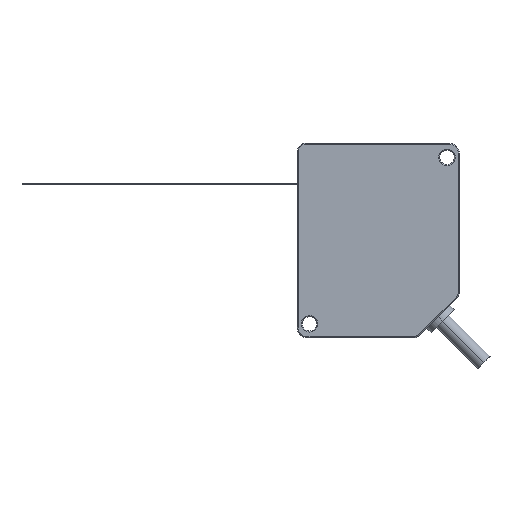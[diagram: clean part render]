
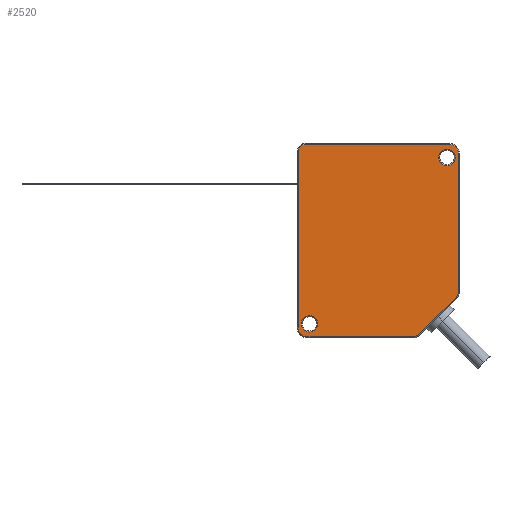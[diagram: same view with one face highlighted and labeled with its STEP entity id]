
A CAD part, top view. The second image highlights one B-rep face of the part: STEP entity #2520.
In plain terms, the highlighted planar face has unit normal (0, 0, 1).
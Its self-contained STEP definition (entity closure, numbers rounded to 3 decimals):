
#720=CARTESIAN_POINT('',(-22.,-27.,10.2));
#721=DIRECTION('',(0.,0.,1.));
#722=DIRECTION('',(-1.,0.,0.));
#723=AXIS2_PLACEMENT_3D('',#720,#721,#722);
#725=DIRECTION('',(0.,-1.,0.));
#726=VECTOR('',#725,54.5);
#727=CARTESIAN_POINT('',(-24.7,27.5,10.2));
#728=LINE('',#727,#726);
#729=CARTESIAN_POINT('',(-22.5,27.5,10.2));
#730=DIRECTION('',(0.,0.,1.));
#731=DIRECTION('',(0.,1.,0.));
#732=AXIS2_PLACEMENT_3D('',#729,#730,#731);
#734=DIRECTION('',(-1.,0.,0.));
#735=VECTOR('',#734,44.5);
#736=CARTESIAN_POINT('',(22.,29.7,10.2));
#737=LINE('',#736,#735);
#738=CARTESIAN_POINT('',(22.,27.,10.2));
#739=DIRECTION('',(0.,0.,1.));
#740=DIRECTION('',(1.,0.,0.));
#741=AXIS2_PLACEMENT_3D('',#738,#739,#740);
#743=DIRECTION('',(0.,1.,0.));
#744=VECTOR('',#743,42.964);
#745=CARTESIAN_POINT('',(24.7,-15.964,10.2));
#746=LINE('',#745,#744);
#747=CARTESIAN_POINT('',(22.5,-15.964,10.2));
#748=DIRECTION('',(0.,0.,1.));
#749=DIRECTION('',(0.707,-0.707,0.));
#750=AXIS2_PLACEMENT_3D('',#747,#748,#749);
#752=DIRECTION('',(0.707,0.707,0.));
#753=VECTOR('',#752,16.314);
#754=CARTESIAN_POINT('',(12.52,-29.056,10.2));
#755=LINE('',#754,#753);
#756=CARTESIAN_POINT('',(10.964,-27.5,10.2));
#757=DIRECTION('',(0.,0.,1.));
#758=DIRECTION('',(0.,-1.,0.));
#759=AXIS2_PLACEMENT_3D('',#756,#757,#758);
#761=DIRECTION('',(1.,0.,0.));
#762=VECTOR('',#761,32.964);
#763=CARTESIAN_POINT('',(-22.,-29.7,10.2));
#764=LINE('',#763,#762);
#765=CARTESIAN_POINT('',(21.2,25.7,10.2));
#766=DIRECTION('',(0.,0.,-1.));
#767=DIRECTION('',(1.,0.,0.));
#768=AXIS2_PLACEMENT_3D('',#765,#766,#767);
#770=CARTESIAN_POINT('',(21.2,25.7,10.2));
#771=DIRECTION('',(0.,0.,-1.));
#772=DIRECTION('',(-1.,0.,0.));
#773=AXIS2_PLACEMENT_3D('',#770,#771,#772);
#775=CARTESIAN_POINT('',(-21.2,-25.7,10.2));
#776=DIRECTION('',(0.,0.,-1.));
#777=DIRECTION('',(1.,0.,0.));
#778=AXIS2_PLACEMENT_3D('',#775,#776,#777);
#780=CARTESIAN_POINT('',(-21.2,-25.7,10.2));
#781=DIRECTION('',(0.,0.,-1.));
#782=DIRECTION('',(-1.,0.,0.));
#783=AXIS2_PLACEMENT_3D('',#780,#781,#782);
#1239=CARTESIAN_POINT('',(-24.7,-27.,10.2));
#1240=CARTESIAN_POINT('',(-22.,-29.7,10.2));
#1241=VERTEX_POINT('',#1239);
#1242=VERTEX_POINT('',#1240);
#1247=CARTESIAN_POINT('',(10.964,-29.7,10.2));
#1248=VERTEX_POINT('',#1247);
#1251=CARTESIAN_POINT('',(12.52,-29.056,10.2));
#1252=VERTEX_POINT('',#1251);
#1255=CARTESIAN_POINT('',(24.056,-17.52,10.2));
#1256=VERTEX_POINT('',#1255);
#1259=CARTESIAN_POINT('',(24.7,-15.964,10.2));
#1260=VERTEX_POINT('',#1259);
#1263=CARTESIAN_POINT('',(24.7,27.,10.2));
#1264=VERTEX_POINT('',#1263);
#1267=CARTESIAN_POINT('',(22.,29.7,10.2));
#1268=VERTEX_POINT('',#1267);
#1271=CARTESIAN_POINT('',(-22.5,29.7,10.2));
#1272=VERTEX_POINT('',#1271);
#1275=CARTESIAN_POINT('',(-24.7,27.5,10.2));
#1276=VERTEX_POINT('',#1275);
#1295=CARTESIAN_POINT('',(23.75,25.7,10.2));
#1296=CARTESIAN_POINT('',(18.65,25.7,10.2));
#1297=VERTEX_POINT('',#1295);
#1298=VERTEX_POINT('',#1296);
#1303=CARTESIAN_POINT('',(-18.65,-25.7,10.2));
#1304=CARTESIAN_POINT('',(-23.75,-25.7,10.2));
#1305=VERTEX_POINT('',#1303);
#1306=VERTEX_POINT('',#1304);
#2482=CARTESIAN_POINT('',(0.,0.,10.2));
#2483=DIRECTION('',(0.,0.,1.));
#2484=DIRECTION('',(1.,0.,0.));
#2485=AXIS2_PLACEMENT_3D('',#2482,#2483,#2484);
#2486=PLANE('',#2485);
#2487=ORIENTED_EDGE('',*,*,#2472,.F.);
#2489=ORIENTED_EDGE('',*,*,#2488,.F.);
#2491=ORIENTED_EDGE('',*,*,#2490,.F.);
#2493=ORIENTED_EDGE('',*,*,#2492,.F.);
#2495=ORIENTED_EDGE('',*,*,#2494,.F.);
#2497=ORIENTED_EDGE('',*,*,#2496,.F.);
#2499=ORIENTED_EDGE('',*,*,#2498,.F.);
#2501=ORIENTED_EDGE('',*,*,#2500,.F.);
#2503=ORIENTED_EDGE('',*,*,#2502,.F.);
#2505=ORIENTED_EDGE('',*,*,#2504,.F.);
#2506=EDGE_LOOP('',(#2487,#2489,#2491,#2493,#2495,#2497,#2499,#2501,#2503,
#2505));
#2507=FACE_OUTER_BOUND('',#2506,.F.);
#2509=ORIENTED_EDGE('',*,*,#2508,.F.);
#2511=ORIENTED_EDGE('',*,*,#2510,.F.);
#2512=EDGE_LOOP('',(#2509,#2511));
#2513=FACE_BOUND('',#2512,.F.);
#2515=ORIENTED_EDGE('',*,*,#2514,.F.);
#2517=ORIENTED_EDGE('',*,*,#2516,.F.);
#2518=EDGE_LOOP('',(#2515,#2517));
#2519=FACE_BOUND('',#2518,.F.);
#2520=ADVANCED_FACE('',(#2507,#2513,#2519),#2486,.T.);
#724=CIRCLE('',#723,2.7);
#733=CIRCLE('',#732,2.2);
#742=CIRCLE('',#741,2.7);
#751=CIRCLE('',#750,2.2);
#760=CIRCLE('',#759,2.2);
#769=CIRCLE('',#768,2.55);
#774=CIRCLE('',#773,2.55);
#779=CIRCLE('',#778,2.55);
#784=CIRCLE('',#783,2.55);
#2472=EDGE_CURVE('',#1241,#1242,#724,.T.);
#2488=EDGE_CURVE('',#1276,#1241,#728,.T.);
#2490=EDGE_CURVE('',#1272,#1276,#733,.T.);
#2492=EDGE_CURVE('',#1268,#1272,#737,.T.);
#2494=EDGE_CURVE('',#1264,#1268,#742,.T.);
#2496=EDGE_CURVE('',#1260,#1264,#746,.T.);
#2498=EDGE_CURVE('',#1256,#1260,#751,.T.);
#2500=EDGE_CURVE('',#1252,#1256,#755,.T.);
#2502=EDGE_CURVE('',#1248,#1252,#760,.T.);
#2504=EDGE_CURVE('',#1242,#1248,#764,.T.);
#2508=EDGE_CURVE('',#1297,#1298,#769,.T.);
#2510=EDGE_CURVE('',#1298,#1297,#774,.T.);
#2514=EDGE_CURVE('',#1305,#1306,#779,.T.);
#2516=EDGE_CURVE('',#1306,#1305,#784,.T.);
